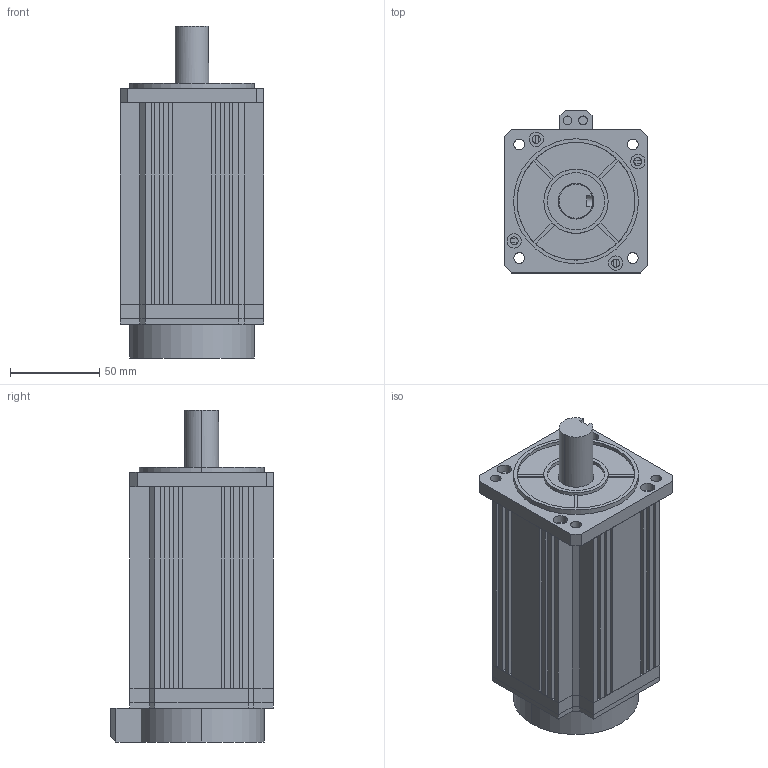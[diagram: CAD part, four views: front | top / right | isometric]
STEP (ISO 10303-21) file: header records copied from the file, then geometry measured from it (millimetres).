
FILE_DESCRIPTION (( 'STEP AP203' ), '1' );
FILE_NAME ('80-02430.STEP', '2017-06-15T11:58:38', ( '' ), ( '' ), 'SwSTEP 2.0', 'SolidWorks 2014', '' );
FILE_SCHEMA (( 'CONFIG_CONTROL_DESIGN' ));
Length unit declared in the file: millimetre
Products named in the file (6): 80-02430; 80ヶ裔; 80綴裔 - 萵掛; 80粣; 80隅赽; 80綴裔
Assembly tree (5 placements, depth 2):
  80-02430
    80隅赽
    80綴裔
    80粣
    80ヶ裔
    80綴裔 - 萵掛
Bounding box: 80.4 x 91.2 x 186 mm (x, y, z)
Volume: 356314.9 mm3; surface area: 149067.9 mm2
Topology: 6 solids, 6 shells, 278 faces, 755 edges, 502 vertices
Faces by surface type: plane 204, cylinder 74
Entity records: 9464 total; most frequent: CARTESIAN_POINT 1575, ORIENTED_EDGE 1510, DIRECTION 1488, EDGE_CURVE 755, LINE 590, VECTOR 590, VERTEX_POINT 502, AXIS2_PLACEMENT_3D 449
